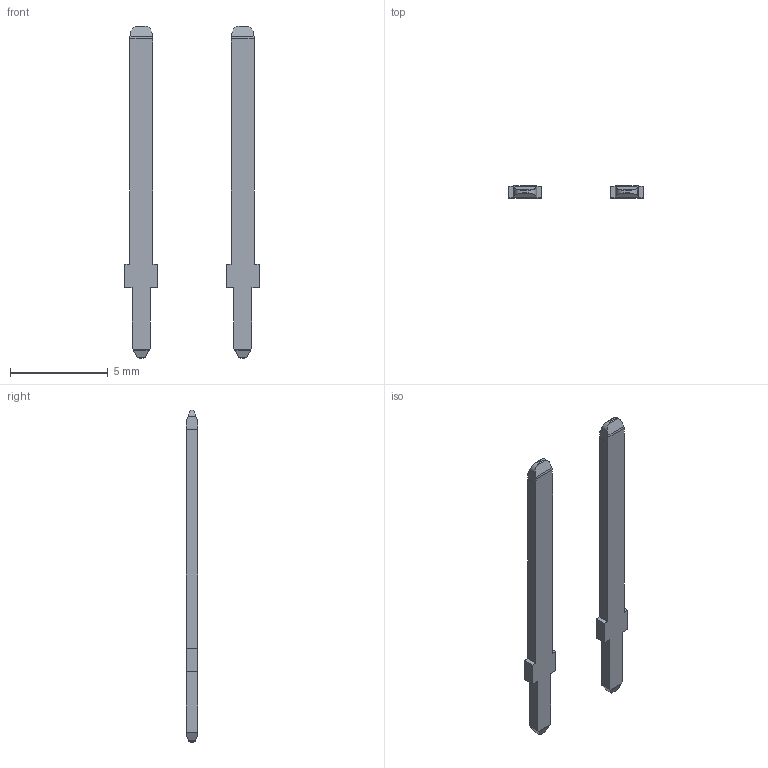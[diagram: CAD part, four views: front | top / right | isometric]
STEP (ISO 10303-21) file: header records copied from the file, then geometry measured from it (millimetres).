
FILE_DESCRIPTION (( 'STEP AP214' ), '1' );
FILE_NAME ('CON_2PIN.STEP', '2017-12-22T02:26:14', ( 'Sky123.Org' ), ( 'Sky123.Org' ), 'SwSTEP 2.0', 'SolidWorks 2013', '' );
FILE_SCHEMA (( 'AUTOMOTIVE_DESIGN' ));
Length unit declared in the file: millimetre
Products named in the file (2): c-1-1743447-2-b-3d; CON_2PIN
Assembly tree (2 placements, depth 2):
  CON_2PIN
    c-1-1743447-2-b-3d  x2
Bounding box: 6.9 x 0.6 x 17 mm (x, y, z)
Volume: 23.5 mm3; surface area: 121.5 mm2
Topology: 2 solids, 2 shells, 68 faces, 192 edges, 128 vertices
Faces by surface type: plane 40, cylinder 28
Entity records: 1562 total; most frequent: CARTESIAN_POINT 301, ORIENTED_EDGE 192, DIRECTION 150, EDGE_CURVE 96, VERTEX_POINT 64, VECTOR 64, LINE 64, AXIS2_PLACEMENT_3D 43
